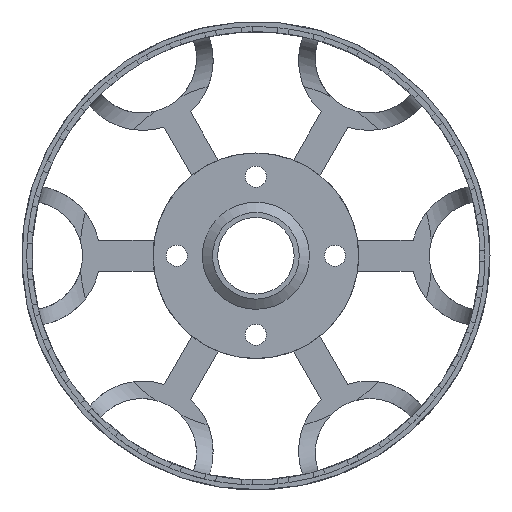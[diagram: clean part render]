
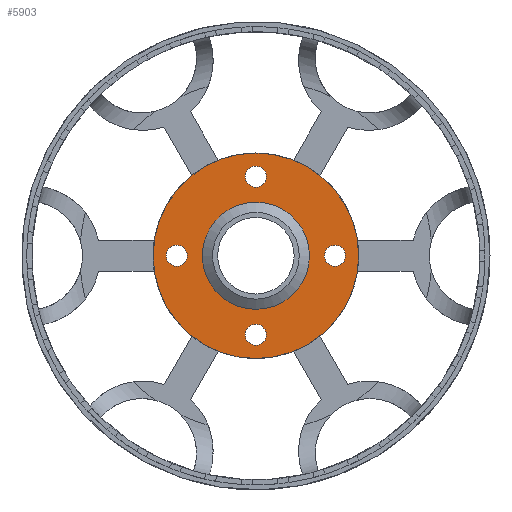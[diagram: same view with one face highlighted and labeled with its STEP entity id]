
A CAD part, front view. The second image highlights one B-rep face of the part: STEP entity #5903.
In plain terms, the highlighted planar face has unit normal (0, -1, 0).
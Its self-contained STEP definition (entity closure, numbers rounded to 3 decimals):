
#40=FACE_BOUND('',#1398,.T.);
#41=FACE_BOUND('',#1399,.T.);
#42=FACE_BOUND('',#1400,.T.);
#43=FACE_BOUND('',#1401,.T.);
#44=FACE_BOUND('',#1402,.T.);
#209=PLANE('',#6408);
#261=CIRCLE('',#6037,10.5);
#262=CIRCLE('',#6038,10.5);
#271=CIRCLE('',#6052,2.067);
#276=CIRCLE('',#6059,2.067);
#281=CIRCLE('',#6066,2.067);
#286=CIRCLE('',#6073,2.067);
#468=CIRCLE('',#6409,20.15);
#469=CIRCLE('',#6410,20.15);
#1120=FACE_OUTER_BOUND('',#1397,.T.);
#1397=EDGE_LOOP('',(#4794,#4795));
#1398=EDGE_LOOP('',(#4796,#4797));
#1399=EDGE_LOOP('',(#4798));
#1400=EDGE_LOOP('',(#4799));
#1401=EDGE_LOOP('',(#4800));
#1402=EDGE_LOOP('',(#4801));
#2438=VERTEX_POINT('',#8691);
#2439=VERTEX_POINT('',#8693);
#2448=VERTEX_POINT('',#8719);
#2453=VERTEX_POINT('',#8733);
#2458=VERTEX_POINT('',#8747);
#2463=VERTEX_POINT('',#8761);
#2825=VERTEX_POINT('',#9793);
#2826=VERTEX_POINT('',#9794);
#3019=EDGE_CURVE('',#2439,#2438,#261,.T.);
#3020=EDGE_CURVE('',#2438,#2439,#262,.T.);
#3032=EDGE_CURVE('',#2448,#2448,#271,.T.);
#3039=EDGE_CURVE('',#2453,#2453,#276,.T.);
#3046=EDGE_CURVE('',#2458,#2458,#281,.T.);
#3053=EDGE_CURVE('',#2463,#2463,#286,.T.);
#3568=EDGE_CURVE('',#2825,#2826,#468,.T.);
#3569=EDGE_CURVE('',#2826,#2825,#469,.T.);
#4794=ORIENTED_EDGE('',*,*,#3568,.T.);
#4795=ORIENTED_EDGE('',*,*,#3569,.T.);
#4796=ORIENTED_EDGE('',*,*,#3019,.T.);
#4797=ORIENTED_EDGE('',*,*,#3020,.T.);
#4798=ORIENTED_EDGE('',*,*,#3032,.T.);
#4799=ORIENTED_EDGE('',*,*,#3039,.T.);
#4800=ORIENTED_EDGE('',*,*,#3046,.T.);
#4801=ORIENTED_EDGE('',*,*,#3053,.T.);
#5903=ADVANCED_FACE('',(#1120,#40,#41,#42,#43,#44),#209,.T.);
#6037=AXIS2_PLACEMENT_3D('',#8694,#6739,#6740);
#6038=AXIS2_PLACEMENT_3D('',#8695,#6741,#6742);
#6052=AXIS2_PLACEMENT_3D('',#8721,#6772,#6773);
#6059=AXIS2_PLACEMENT_3D('',#8735,#6788,#6789);
#6066=AXIS2_PLACEMENT_3D('',#8749,#6804,#6805);
#6073=AXIS2_PLACEMENT_3D('',#8763,#6820,#6821);
#6408=AXIS2_PLACEMENT_3D('',#9792,#7823,#7824);
#6409=AXIS2_PLACEMENT_3D('',#9795,#7825,#7826);
#6410=AXIS2_PLACEMENT_3D('',#9796,#7827,#7828);
#6739=DIRECTION('center_axis',(0.,1.,0.));
#6740=DIRECTION('ref_axis',(1.,0.,0.));
#6741=DIRECTION('center_axis',(0.,1.,0.));
#6742=DIRECTION('ref_axis',(1.,0.,0.));
#6772=DIRECTION('center_axis',(0.,1.,0.));
#6773=DIRECTION('ref_axis',(1.,0.,0.));
#6788=DIRECTION('center_axis',(0.,1.,0.));
#6789=DIRECTION('ref_axis',(1.,0.,0.));
#6804=DIRECTION('center_axis',(0.,1.,0.));
#6805=DIRECTION('ref_axis',(1.,0.,0.));
#6820=DIRECTION('center_axis',(0.,1.,0.));
#6821=DIRECTION('ref_axis',(1.,0.,0.));
#7823=DIRECTION('center_axis',(0.,-1.,0.));
#7824=DIRECTION('ref_axis',(0.,0.,-1.));
#7825=DIRECTION('center_axis',(0.,-1.,0.));
#7826=DIRECTION('ref_axis',(1.,0.,0.));
#7827=DIRECTION('center_axis',(0.,-1.,0.));
#7828=DIRECTION('ref_axis',(1.,0.,0.));
#8691=CARTESIAN_POINT('',(-10.5,4.5,0.));
#8693=CARTESIAN_POINT('',(10.5,4.5,0.));
#8694=CARTESIAN_POINT('Origin',(0.,4.5,0.));
#8695=CARTESIAN_POINT('Origin',(0.,4.5,0.));
#8719=CARTESIAN_POINT('',(13.433,4.5,0.));
#8721=CARTESIAN_POINT('Origin',(15.5,4.5,0.));
#8733=CARTESIAN_POINT('',(-17.567,4.5,0.));
#8735=CARTESIAN_POINT('Origin',(-15.5,4.5,0.));
#8747=CARTESIAN_POINT('',(-2.067,4.5,-15.5));
#8749=CARTESIAN_POINT('Origin',(0.,4.5,-15.5));
#8761=CARTESIAN_POINT('',(-2.067,4.5,15.5));
#8763=CARTESIAN_POINT('Origin',(0.,4.5,15.5));
#9792=CARTESIAN_POINT('Origin',(0.,4.5,0.));
#9793=CARTESIAN_POINT('',(20.15,4.5,0.));
#9794=CARTESIAN_POINT('',(-20.15,4.5,0.));
#9795=CARTESIAN_POINT('Origin',(0.,4.5,0.));
#9796=CARTESIAN_POINT('Origin',(0.,4.5,0.));
